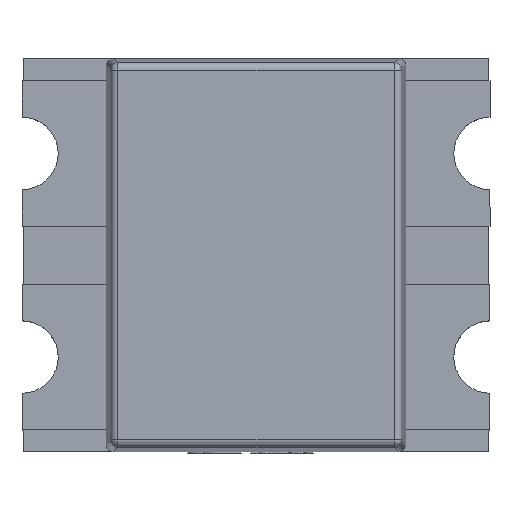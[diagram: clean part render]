
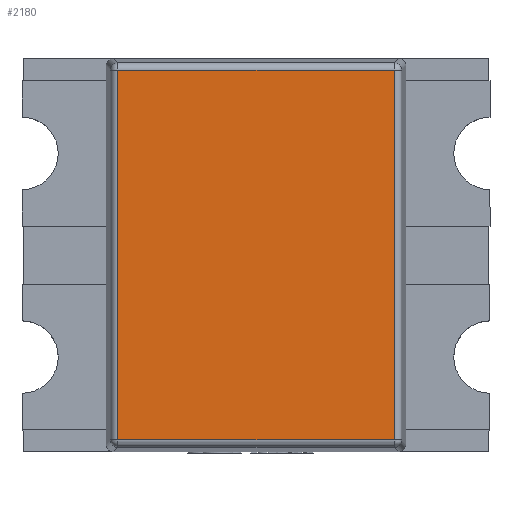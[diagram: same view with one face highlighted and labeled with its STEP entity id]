
A CAD part, top view. The second image highlights one B-rep face of the part: STEP entity #2180.
In plain terms, the highlighted planar face has unit normal (0, 0, 1).
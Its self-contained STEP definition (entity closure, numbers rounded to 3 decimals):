
#99 = CARTESIAN_POINT ( 'NONE',  ( -0.951, 1.271, 1.1 ) ) ;
#454 = CARTESIAN_POINT ( 'NONE',  ( 0., 0., 1.1 ) ) ;
#977 = CARTESIAN_POINT ( 'NONE',  ( 0.951, 1.319, 1.1 ) ) ;
#1293 = VERTEX_POINT ( 'NONE', #7870 ) ;
#1705 = FACE_OUTER_BOUND ( 'NONE', #13967, .T. ) ;
#2039 = EDGE_CURVE ( 'NONE', #5687, #13563, #13642, .T. ) ;
#2180 = ADVANCED_FACE ( 'NONE', ( #1705 ), #4479, .T. ) ;
#2296 = VECTOR ( 'NONE', #4913, 1000. ) ;
#3830 = DIRECTION ( 'NONE',  ( 0., 1., 0. ) ) ;
#4154 = VECTOR ( 'NONE', #3830, 1000. ) ;
#4204 = VECTOR ( 'NONE', #10745, 1000. ) ;
#4410 = ORIENTED_EDGE ( 'NONE', *, *, #5184, .T. ) ;
#4479 = PLANE ( 'NONE',  #4588 ) ;
#4588 = AXIS2_PLACEMENT_3D ( 'NONE', #454, #9512, #13286 ) ;
#4913 = DIRECTION ( 'NONE',  ( 1., 0., 0. ) ) ;
#5184 = EDGE_CURVE ( 'NONE', #13707, #5687, #8201, .T. ) ;
#5687 = VERTEX_POINT ( 'NONE', #99 ) ;
#5735 = CARTESIAN_POINT ( 'NONE',  ( -0.999, 1.271, 1.1 ) ) ;
#7870 = CARTESIAN_POINT ( 'NONE',  ( 0.951, -1.271, 1.1 ) ) ;
#8074 = ORIENTED_EDGE ( 'NONE', *, *, #15308, .T. ) ;
#8201 = LINE ( 'NONE', #5735, #4204 ) ;
#8456 = DIRECTION ( 'NONE',  ( 0., -1., 0. ) ) ;
#8696 = LINE ( 'NONE', #977, #4154 ) ;
#9512 = DIRECTION ( 'NONE',  ( 0., 0., 1. ) ) ;
#10745 = DIRECTION ( 'NONE',  ( -1., 0., 0. ) ) ;
#11017 = VECTOR ( 'NONE', #8456, 1000. ) ;
#11308 = CARTESIAN_POINT ( 'NONE',  ( 0.999, -1.271, 1.1 ) ) ;
#11469 = LINE ( 'NONE', #11308, #2296 ) ;
#12173 = CARTESIAN_POINT ( 'NONE',  ( 0.951, 1.271, 1.1 ) ) ;
#12483 = CARTESIAN_POINT ( 'NONE',  ( -0.951, -1.319, 1.1 ) ) ;
#13263 = ORIENTED_EDGE ( 'NONE', *, *, #2039, .T. ) ;
#13286 = DIRECTION ( 'NONE',  ( 1., 0., 0. ) ) ;
#13563 = VERTEX_POINT ( 'NONE', #13612 ) ;
#13612 = CARTESIAN_POINT ( 'NONE',  ( -0.951, -1.271, 1.1 ) ) ;
#13642 = LINE ( 'NONE', #12483, #11017 ) ;
#13707 = VERTEX_POINT ( 'NONE', #12173 ) ;
#13967 = EDGE_LOOP ( 'NONE', ( #13263, #8074, #15560, #4410 ) ) ;
#15308 = EDGE_CURVE ( 'NONE', #13563, #1293, #11469, .T. ) ;
#15560 = ORIENTED_EDGE ( 'NONE', *, *, #16011, .T. ) ;
#16011 = EDGE_CURVE ( 'NONE', #1293, #13707, #8696, .T. ) ;
